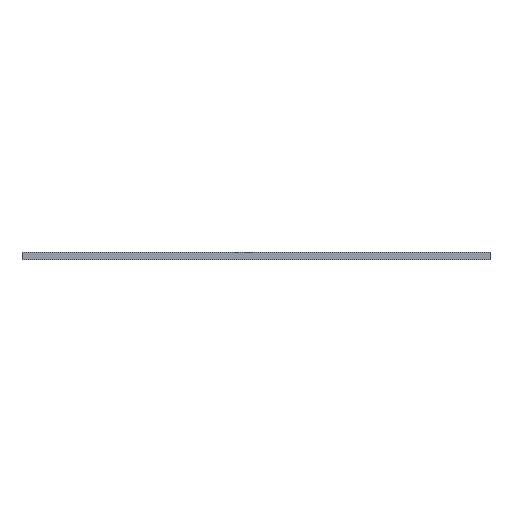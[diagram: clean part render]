
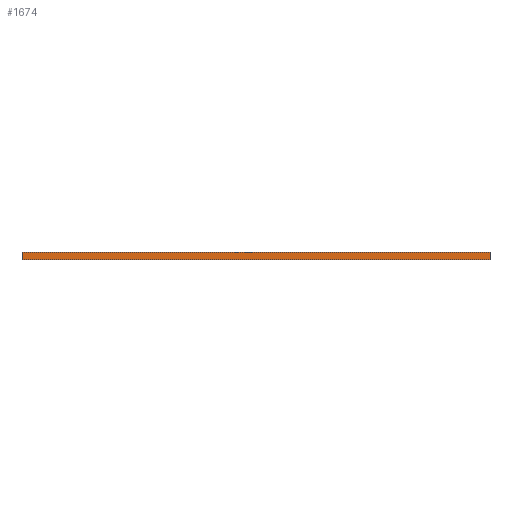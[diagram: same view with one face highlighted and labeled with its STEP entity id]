
A CAD part, front view. The second image highlights one B-rep face of the part: STEP entity #1674.
In plain terms, the highlighted planar face has unit normal (0, -1, 0).
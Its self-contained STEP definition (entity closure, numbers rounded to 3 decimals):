
#208=FACE_OUTER_BOUND('',#290,.T.);
#290=EDGE_LOOP('',(#1375,#1376,#1377,#1378));
#482=LINE('',#2774,#658);
#483=LINE('',#2777,#659);
#484=LINE('',#2779,#660);
#485=LINE('',#2780,#661);
#658=VECTOR('',#2290,10.);
#659=VECTOR('',#2293,10.);
#660=VECTOR('',#2294,10.);
#661=VECTOR('',#2295,10.);
#821=VERTEX_POINT('',#2770);
#822=VERTEX_POINT('',#2772);
#823=VERTEX_POINT('',#2776);
#824=VERTEX_POINT('',#2778);
#1058=EDGE_CURVE('',#821,#822,#482,.T.);
#1059=EDGE_CURVE('',#821,#823,#483,.T.);
#1060=EDGE_CURVE('',#824,#822,#484,.T.);
#1061=EDGE_CURVE('',#823,#824,#485,.T.);
#1375=ORIENTED_EDGE('',*,*,#1059,.F.);
#1376=ORIENTED_EDGE('',*,*,#1058,.T.);
#1377=ORIENTED_EDGE('',*,*,#1060,.F.);
#1378=ORIENTED_EDGE('',*,*,#1061,.F.);
#1592=PLANE('',#1834);
#1674=ADVANCED_FACE('',(#208),#1592,.T.);
#1834=AXIS2_PLACEMENT_3D('',#2775,#2291,#2292);
#2290=DIRECTION('',(0.,0.,1.));
#2291=DIRECTION('center_axis',(0.,-1.,0.));
#2292=DIRECTION('ref_axis',(1.,0.,0.));
#2293=DIRECTION('',(-1.,0.,0.));
#2294=DIRECTION('',(1.,0.,0.));
#2295=DIRECTION('',(0.,0.,1.));
#2770=CARTESIAN_POINT('',(82.6,-43.59,0.));
#2772=CARTESIAN_POINT('',(82.6,-43.59,1.5));
#2774=CARTESIAN_POINT('',(82.6,-43.59,0.));
#2775=CARTESIAN_POINT('Origin',(-6.4,-43.59,0.));
#2776=CARTESIAN_POINT('',(-6.4,-43.59,0.));
#2777=CARTESIAN_POINT('',(82.6,-43.59,0.));
#2778=CARTESIAN_POINT('',(-6.4,-43.59,1.5));
#2779=CARTESIAN_POINT('',(82.6,-43.59,1.5));
#2780=CARTESIAN_POINT('',(-6.4,-43.59,0.));
